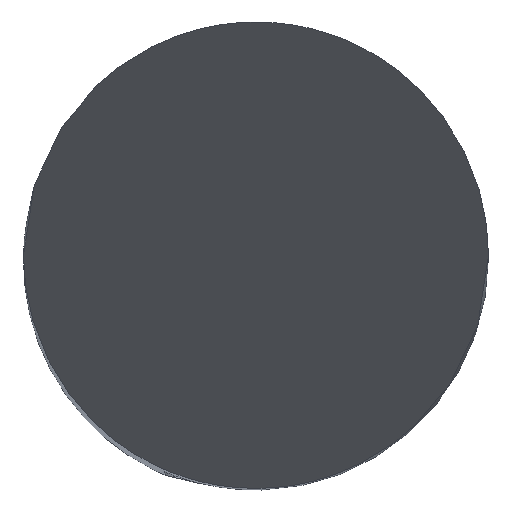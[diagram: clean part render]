
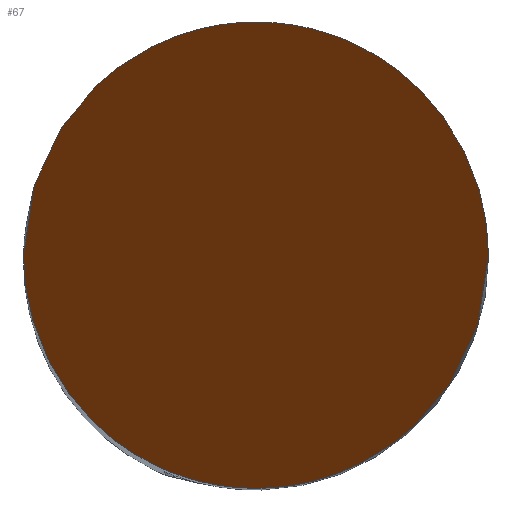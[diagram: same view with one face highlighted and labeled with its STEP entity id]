
A CAD part, top view. The second image highlights one B-rep face of the part: STEP entity #67.
In plain terms, the highlighted planar face has unit normal (0, -0.866, 0.5).
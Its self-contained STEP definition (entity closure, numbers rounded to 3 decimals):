
#52=PLANE('',#541);
#67=ADVANCED_FACE('',(#102),#52,.F.);
#102=FACE_OUTER_BOUND('',#129,.T.);
#129=EDGE_LOOP('',(#278,#279));
#278=ORIENTED_EDGE('',*,*,#426,.F.);
#279=ORIENTED_EDGE('',*,*,#415,.F.);
#370=VERTEX_POINT('',#677);
#371=VERTEX_POINT('',#678);
#415=EDGE_CURVE('',#370,#371,#492,.T.);
#426=EDGE_CURVE('',#371,#370,#495,.T.);
#492=(
BOUNDED_CURVE()
B_SPLINE_CURVE(3,(#673,#674,#675,#676),.UNSPECIFIED.,.F.,.F.)
B_SPLINE_CURVE_WITH_KNOTS((4,4),(0.,1.),.UNSPECIFIED.)
CURVE()
GEOMETRIC_REPRESENTATION_ITEM()
RATIONAL_B_SPLINE_CURVE((1.,0.333,0.333,1.))
REPRESENTATION_ITEM('')
);
#495=(
BOUNDED_CURVE()
B_SPLINE_CURVE(3,(#726,#727,#728,#729),.UNSPECIFIED.,.F.,.F.)
B_SPLINE_CURVE_WITH_KNOTS((4,4),(0.,1.),.UNSPECIFIED.)
CURVE()
GEOMETRIC_REPRESENTATION_ITEM()
RATIONAL_B_SPLINE_CURVE((1.,0.333,0.333,1.))
REPRESENTATION_ITEM('')
);
#541=AXIS2_PLACEMENT_3D('',#838,#601,#602);
#601=DIRECTION('',(0.,0.866,-0.5));
#602=DIRECTION('',(0.,-0.5,-0.866));
#673=CARTESIAN_POINT('',(-3.5,0.,-0.002));
#674=CARTESIAN_POINT('',(-3.5,7.,12.122));
#675=CARTESIAN_POINT('',(3.5,7.,12.122));
#676=CARTESIAN_POINT('',(3.5,0.,-0.002));
#677=CARTESIAN_POINT('',(-3.5,0.,-0.002));
#678=CARTESIAN_POINT('',(3.5,0.,-0.002));
#726=CARTESIAN_POINT('',(3.5,0.,-0.002));
#727=CARTESIAN_POINT('',(3.5,-7.,-12.127));
#728=CARTESIAN_POINT('',(-3.5,-7.,-12.127));
#729=CARTESIAN_POINT('',(-3.5,0.,-0.002));
#838=CARTESIAN_POINT('',(-3.5,3.5,6.06));
